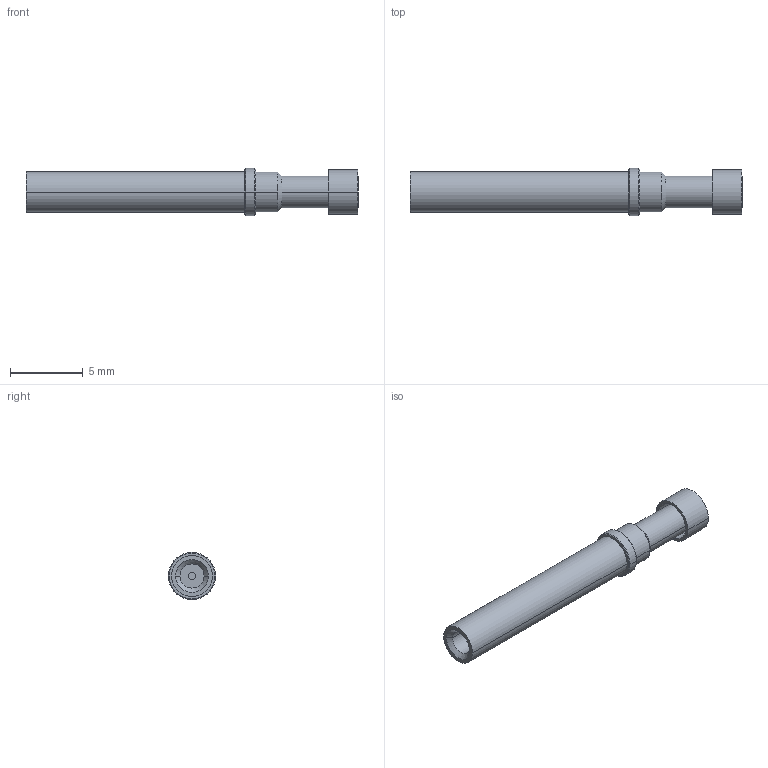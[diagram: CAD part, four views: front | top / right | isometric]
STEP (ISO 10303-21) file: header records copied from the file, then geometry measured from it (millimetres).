
FILE_DESCRIPTION((''),'2;1');
FILE_NAME('00173450002','2020-09-21T',('presta_be4'),(''),'CREO PARAMETRIC BY PTC INC, 2018360','CREO PARAMETRIC BY PTC INC, 2018360','');
FILE_SCHEMA(('CONFIG_CONTROL_DESIGN'));
Length unit declared in the file: millimetre
Products named in the file (1): 00173450002
Bounding box: 22.76 x 3.23 x 3.23 mm (x, y, z)
Volume: 99.5 mm3; surface area: 327.1 mm2
Topology: 2 solids, 2 shells, 36 faces, 70 edges, 44 vertices
Faces by surface type: cylinder 18, plane 10, cone 8
Entity records: 974 total; most frequent: DIRECTION 186, CARTESIAN_POINT 150, ORIENTED_EDGE 140, AXIS2_PLACEMENT_3D 80, EDGE_CURVE 70, VERTEX_POINT 44, EDGE_LOOP 44, CIRCLE 44
